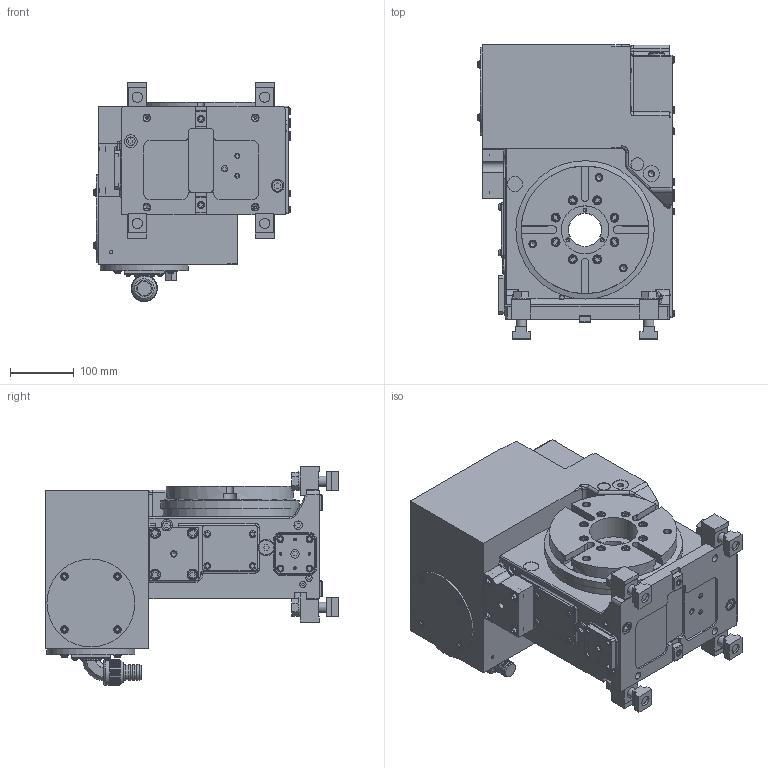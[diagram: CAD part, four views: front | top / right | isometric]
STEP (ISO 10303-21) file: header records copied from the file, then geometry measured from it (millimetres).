
FILE_DESCRIPTION(/* description */ ('Unknown'),/* implementation_level */ '2;1');
FILE_NAME(/* name */ 'TUX200B20-Solid',/* time_stamp */ '2019-08-23T11:53:50+01:00',/* author */ ('Unknown'),/* organization */ ('Unknown'),/* preprocessor_version */ 'ST-DEVELOPER v16.7',/* originating_system */ 'DEX',/* authorisation */ $);
FILE_SCHEMA (('AUTOMOTIVE_DESIGN {1 0 10303 214 3 1 1}'));
Length unit declared in the file: millimetre
Products named in the file (1): OUTSIDE VIEW(61E2466693)TUX200B20
Bounding box: 309.1 x 461 x 343.4 mm (x, y, z)
Volume: 21643360.2 mm3; surface area: 842555.3 mm2
Topology: 1 solids, 8 shells, 1698 faces, 4016 edges, 2621 vertices
Faces by surface type: plane 1157, cylinder 397, cone 77, torus 53, bspline 14
Full cylindrical faces by diameter (mm): 4 x4, 5 x14, 6 x15, 6.6 x2, 7 x4, 7.779 x5, 8 x1, 8.5 x8, 8.566 x1, 9 x8, 9.728 x13, 10 x19, 10.5 x19, 10.7 x2, 11 x6, 12 x20, 12.5 x1, 13 x21, 13.157 x7, 13.5 x13, 14 x22, 16 x12, 16.662 x1, 17 x8, 18 x1, 20 x4, 21 x1, 22.357 x5, 24 x1, 25 x7
Entity records: 46468 total; most frequent: CARTESIAN_POINT 8755, DIRECTION 7674, ORIENTED_EDGE 7106, EDGE_CURVE 3553, AXIS2_PLACEMENT_3D 2620, VERTEX_POINT 2549, LINE 2434, VECTOR 2434
